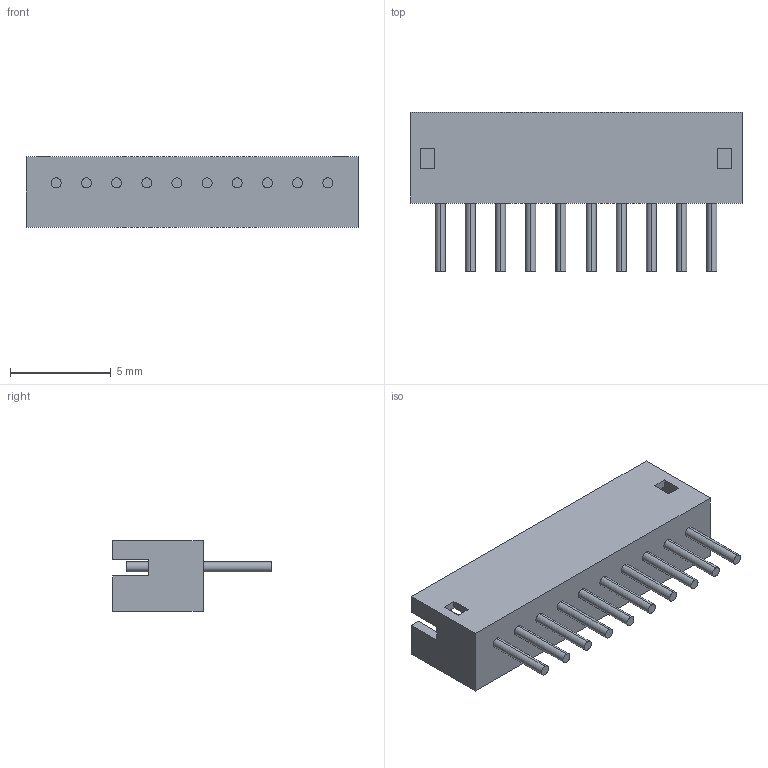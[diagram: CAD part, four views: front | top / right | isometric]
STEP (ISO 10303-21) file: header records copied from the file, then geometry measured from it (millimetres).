
FILE_DESCRIPTION (( 'STEP AP214' ), '1' );
FILE_NAME ('B10B-ZR-3.4.STEP', '2010-06-16T04:57:03', ( ' ' ), ( ' ' ), 'SwSTEP 2.0', 'SolidWorks 2005235', '' );
FILE_SCHEMA (( 'AUTOMOTIVE_DESIGN' ));
Length unit declared in the file: millimetre
Products named in the file (1): B10B-ZR-3.4
Bounding box: 16.5 x 7.9 x 3.5 mm (x, y, z)
Volume: 133.9 mm3; surface area: 504.5 mm2
Topology: 1 solids, 1 shells, 86 faces, 198 edges, 132 vertices
Faces by surface type: plane 46, cylinder 40
Entity records: 3439 total; most frequent: DIRECTION 452, CARTESIAN_POINT 417, ORIENTED_EDGE 396, EDGE_CURVE 198, AXIS2_PLACEMENT_3D 167, VERTEX_POINT 132, VECTOR 118, LINE 118
